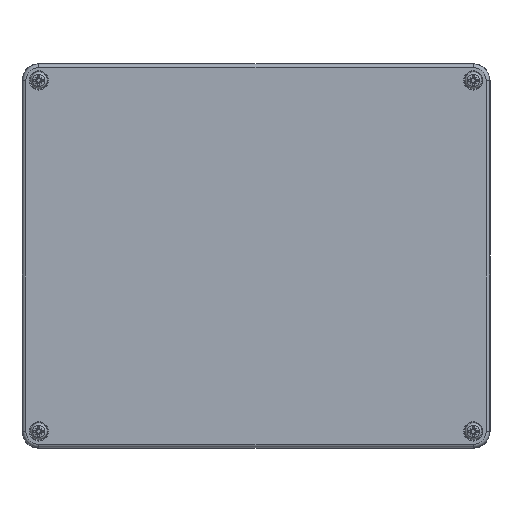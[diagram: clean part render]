
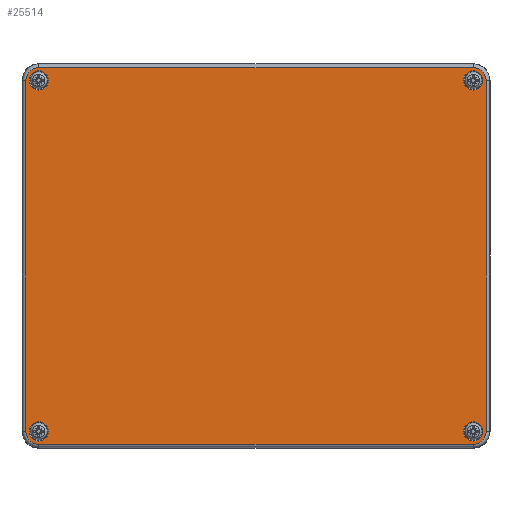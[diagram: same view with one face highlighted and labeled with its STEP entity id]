
A CAD part, top view. The second image highlights one B-rep face of the part: STEP entity #25514.
In plain terms, the highlighted face is planar.
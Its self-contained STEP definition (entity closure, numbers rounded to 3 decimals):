
#25391=CARTESIAN_POINT('',(124.2,105.,-20.0));
#25392=VERTEX_POINT('',#25391);
#25393=CARTESIAN_POINT('',(130.,105.,-20.0));
#25394=DIRECTION('',(0.0,0.0,-1.0));
#25395=DIRECTION('',(1.0,0.0,0.0));
#25396=AXIS2_PLACEMENT_3D('',#25393,#25394,#25395);
#25397=CIRCLE('',#25396,5.8);
#25398=EDGE_CURVE('',#25392,#25392,#25397,.T.);
#25403=CARTESIAN_POINT('',(0.0,0.,-20.0));
#25404=DIRECTION('',(0.0,0.0,1.0));
#25405=DIRECTION('',(1.0,0.0,0.0));
#25406=AXIS2_PLACEMENT_3D('',#25403,#25404,#25405);
#25407=PLANE('',#25406);
#25408=CARTESIAN_POINT('',(130.0,-112.686,-20.0));
#25409=VERTEX_POINT('',#25408);
#25410=CARTESIAN_POINT('',(137.686,-105.,-20.0));
#25411=VERTEX_POINT('',#25410);
#25412=CARTESIAN_POINT('',(130.0,-105.,-20.0));
#25413=DIRECTION('',(0.0,0.0,1.0));
#25414=DIRECTION('',(0.707,-0.707,0.0));
#25415=AXIS2_PLACEMENT_3D('',#25412,#25413,#25414);
#25416=CIRCLE('',#25415,7.686);
#25417=EDGE_CURVE('',#25409,#25411,#25416,.T.);
#25418=ORIENTED_EDGE('',*,*,#25417,.F.);
#25419=CARTESIAN_POINT('',(-130.0,-112.686,-20.0));
#25420=VERTEX_POINT('',#25419);
#25421=CARTESIAN_POINT('',(-130.0,-112.686,-20.0));
#25422=DIRECTION('',(1.0,0.0,0.0));
#25423=VECTOR('',#25422,260.0);
#25424=LINE('',#25421,#25423);
#25425=EDGE_CURVE('',#25420,#25409,#25424,.T.);
#25426=ORIENTED_EDGE('',*,*,#25425,.F.);
#25427=CARTESIAN_POINT('',(-137.686,-105.,-20.0));
#25428=VERTEX_POINT('',#25427);
#25429=CARTESIAN_POINT('',(-130.0,-105.,-20.0));
#25430=DIRECTION('',(0.0,0.0,1.0));
#25431=DIRECTION('',(-0.707,-0.707,0.0));
#25432=AXIS2_PLACEMENT_3D('',#25429,#25430,#25431);
#25433=CIRCLE('',#25432,7.686);
#25434=EDGE_CURVE('',#25428,#25420,#25433,.T.);
#25435=ORIENTED_EDGE('',*,*,#25434,.F.);
#25436=CARTESIAN_POINT('',(-137.686,105.,-20.0));
#25437=VERTEX_POINT('',#25436);
#25438=CARTESIAN_POINT('',(-137.686,105.,-20.0));
#25439=DIRECTION('',(0.0,-1.0,0.0));
#25440=VECTOR('',#25439,210.);
#25441=LINE('',#25438,#25440);
#25442=EDGE_CURVE('',#25437,#25428,#25441,.T.);
#25443=ORIENTED_EDGE('',*,*,#25442,.F.);
#25444=CARTESIAN_POINT('',(-130.0,112.686,-20.0));
#25445=VERTEX_POINT('',#25444);
#25446=CARTESIAN_POINT('',(-130.0,105.,-20.0));
#25447=DIRECTION('',(0.0,0.0,1.0));
#25448=DIRECTION('',(-0.707,0.707,0.0));
#25449=AXIS2_PLACEMENT_3D('',#25446,#25447,#25448);
#25450=CIRCLE('',#25449,7.686);
#25451=EDGE_CURVE('',#25445,#25437,#25450,.T.);
#25452=ORIENTED_EDGE('',*,*,#25451,.F.);
#25453=CARTESIAN_POINT('',(130.0,112.686,-20.0));
#25454=VERTEX_POINT('',#25453);
#25455=CARTESIAN_POINT('',(130.0,112.686,-20.0));
#25456=DIRECTION('',(-1.0,0.0,0.0));
#25457=VECTOR('',#25456,260.0);
#25458=LINE('',#25455,#25457);
#25459=EDGE_CURVE('',#25454,#25445,#25458,.T.);
#25460=ORIENTED_EDGE('',*,*,#25459,.F.);
#25461=CARTESIAN_POINT('',(137.686,105.,-20.0));
#25462=VERTEX_POINT('',#25461);
#25463=CARTESIAN_POINT('',(130.0,105.,-20.0));
#25464=DIRECTION('',(0.0,0.0,1.0));
#25465=DIRECTION('',(0.707,0.707,0.0));
#25466=AXIS2_PLACEMENT_3D('',#25463,#25464,#25465);
#25467=CIRCLE('',#25466,7.686);
#25468=EDGE_CURVE('',#25462,#25454,#25467,.T.);
#25469=ORIENTED_EDGE('',*,*,#25468,.F.);
#25470=CARTESIAN_POINT('',(137.686,-105.,-20.0));
#25471=DIRECTION('',(0.0,1.0,0.0));
#25472=VECTOR('',#25471,210.);
#25473=LINE('',#25470,#25472);
#25474=EDGE_CURVE('',#25411,#25462,#25473,.T.);
#25475=ORIENTED_EDGE('',*,*,#25474,.F.);
#25476=EDGE_LOOP('',(#25418,#25426,#25435,#25443,#25452,#25460,#25469,#25475));
#25477=FACE_OUTER_BOUND('',#25476,.T.);
#25478=CARTESIAN_POINT('',(124.2,-105.,-20.0));
#25479=VERTEX_POINT('',#25478);
#25480=CARTESIAN_POINT('',(130.,-105.,-20.0));
#25481=DIRECTION('',(0.0,0.0,-1.0));
#25482=DIRECTION('',(1.0,0.0,0.0));
#25483=AXIS2_PLACEMENT_3D('',#25480,#25481,#25482);
#25484=CIRCLE('',#25483,5.8);
#25485=EDGE_CURVE('',#25479,#25479,#25484,.T.);
#25486=ORIENTED_EDGE('',*,*,#25485,.F.);
#25487=EDGE_LOOP('',(#25486));
#25488=FACE_BOUND('',#25487,.T.);
#25489=CARTESIAN_POINT('',(-135.8,105.0,-20.0));
#25490=VERTEX_POINT('',#25489);
#25491=CARTESIAN_POINT('',(-130.,105.0,-20.0));
#25492=DIRECTION('',(0.0,0.0,-1.0));
#25493=DIRECTION('',(1.0,0.0,0.0));
#25494=AXIS2_PLACEMENT_3D('',#25491,#25492,#25493);
#25495=CIRCLE('',#25494,5.8);
#25496=EDGE_CURVE('',#25490,#25490,#25495,.T.);
#25497=ORIENTED_EDGE('',*,*,#25496,.F.);
#25498=EDGE_LOOP('',(#25497));
#25499=FACE_BOUND('',#25498,.T.);
#25500=CARTESIAN_POINT('',(-135.8,-105.0,-20.0));
#25501=VERTEX_POINT('',#25500);
#25502=CARTESIAN_POINT('',(-130.,-105.0,-20.0));
#25503=DIRECTION('',(0.0,0.0,-1.0));
#25504=DIRECTION('',(1.0,0.0,0.0));
#25505=AXIS2_PLACEMENT_3D('',#25502,#25503,#25504);
#25506=CIRCLE('',#25505,5.8);
#25507=EDGE_CURVE('',#25501,#25501,#25506,.T.);
#25508=ORIENTED_EDGE('',*,*,#25507,.F.);
#25509=EDGE_LOOP('',(#25508));
#25510=FACE_BOUND('',#25509,.T.);
#25511=ORIENTED_EDGE('',*,*,#25398,.F.);
#25512=EDGE_LOOP('',(#25511));
#25513=FACE_BOUND('',#25512,.T.);
#25514=ADVANCED_FACE('',(#25477,#25488,#25499,#25510,#25513),#25407,.F.);
